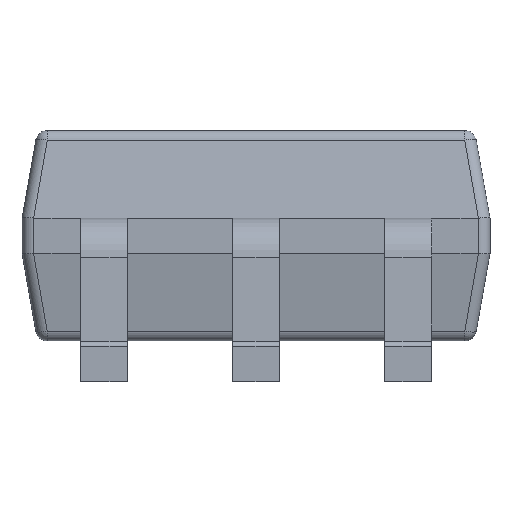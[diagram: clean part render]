
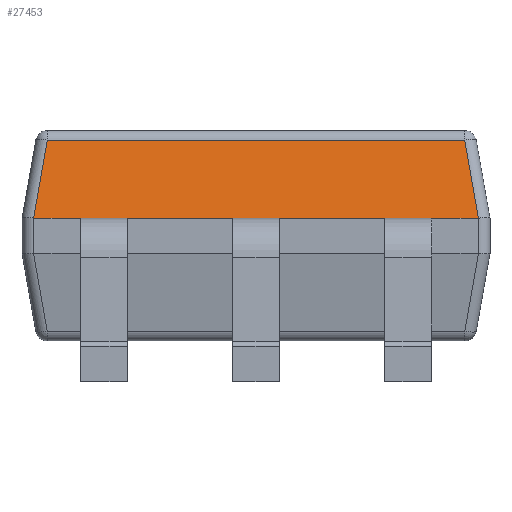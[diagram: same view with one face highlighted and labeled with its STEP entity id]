
A CAD part, front view. The second image highlights one B-rep face of the part: STEP entity #27453.
In plain terms, the highlighted planar face has unit normal (0, -0.985, 0.174).
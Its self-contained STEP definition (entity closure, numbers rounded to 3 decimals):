
#688 = CARTESIAN_POINT ( 'NONE',  ( 0.55, -0.625, 0.625 ) ) ;
#764 = AXIS2_PLACEMENT_3D ( 'NONE', #9512, #18011, #18147 ) ;
#1385 = EDGE_CURVE ( 'NONE', #19549, #23917, #23368, .T. ) ;
#1464 = CARTESIAN_POINT ( 'NONE',  ( 0.55, -0.625, 0.625 ) ) ;
#1472 =( BOUNDED_CURVE ( )  B_SPLINE_CURVE ( 3, ( #12776, #16994, #25699, #8217 ),
 .UNSPECIFIED., .F., .F. ) 
 B_SPLINE_CURVE_WITH_KNOTS ( ( 4, 4 ),
 ( 6.268, 6.283 ),
 .UNSPECIFIED. ) 
 CURVE ( )  GEOMETRIC_REPRESENTATION_ITEM ( )  RATIONAL_B_SPLINE_CURVE ( ( 1., 1., 1., 1. ) ) 
 REPRESENTATION_ITEM ( '' )  );
#1508 = DIRECTION ( 'NONE',  ( -1., 0., 0. ) ) ;
#1529 = EDGE_CURVE ( 'NONE', #27072, #12910, #22461, .T. ) ;
#1589 = VECTOR ( 'NONE', #17644, 1000. ) ;
#2164 =( BOUNDED_CURVE ( )  B_SPLINE_CURVE ( 3, ( #14336, #23577, #7811, #8237 ),
 .UNSPECIFIED., .F., .F. ) 
 B_SPLINE_CURVE_WITH_KNOTS ( ( 4, 4 ),
 ( 0., 0.015 ),
 .UNSPECIFIED. ) 
 CURVE ( )  GEOMETRIC_REPRESENTATION_ITEM ( )  RATIONAL_B_SPLINE_CURVE ( ( 1., 1., 1., 1. ) ) 
 REPRESENTATION_ITEM ( '' )  );
#2445 = CARTESIAN_POINT ( 'NONE',  ( -0.859, -0.533, 1.147 ) ) ;
#2685 = DIRECTION ( 'NONE',  ( -1., 0., 0. ) ) ;
#2708 = EDGE_CURVE ( 'NONE', #14063, #12910, #1472, .T. ) ;
#3108 = ORIENTED_EDGE ( 'NONE', *, *, #12519, .T. ) ;
#3174 = ORIENTED_EDGE ( 'NONE', *, *, #13689, .F. ) ;
#3259 = VECTOR ( 'NONE', #19824, 1000. ) ;
#3525 = EDGE_LOOP ( 'NONE', ( #13307, #10468, #27917, #3108, #25461, #19831, #19301, #9090, #10100, #4683, #13331, #3174 ) ) ;
#3791 = LINE ( 'NONE', #19049, #9439 ) ;
#3851 = VECTOR ( 'NONE', #1508, 1000. ) ;
#4683 = ORIENTED_EDGE ( 'NONE', *, *, #10450, .F. ) ;
#5307 = CARTESIAN_POINT ( 'NONE',  ( -0.55, -0.625, 0.625 ) ) ;
#5405 = VERTEX_POINT ( 'NONE', #14411 ) ;
#6124 = CARTESIAN_POINT ( 'NONE',  ( -1., -0.625, 0.625 ) ) ;
#6202 = CARTESIAN_POINT ( 'NONE',  ( 0.951, -0.625, 0.625 ) ) ;
#6645 = DIRECTION ( 'NONE',  ( -0.171, 0.171, 0.97 ) ) ;
#7811 = CARTESIAN_POINT ( 'NONE',  ( 0.951, -0.625, 0.625 ) ) ;
#8217 = CARTESIAN_POINT ( 'NONE',  ( -0.95, -0.625, 0.625 ) ) ;
#8237 = CARTESIAN_POINT ( 'NONE',  ( 0.951, -0.625, 0.625 ) ) ;
#8387 = DIRECTION ( 'NONE',  ( -1., 0., 0. ) ) ;
#8451 = DIRECTION ( 'NONE',  ( -1., 0., 0. ) ) ;
#8818 = LINE ( 'NONE', #26182, #27775 ) ;
#9090 = ORIENTED_EDGE ( 'NONE', *, *, #16651, .F. ) ;
#9439 = VECTOR ( 'NONE', #8387, 1000. ) ;
#9512 = CARTESIAN_POINT ( 'NONE',  ( 0., -0.559, 1. ) ) ;
#10100 = ORIENTED_EDGE ( 'NONE', *, *, #27274, .F. ) ;
#10450 = EDGE_CURVE ( 'NONE', #23917, #19874, #22186, .T. ) ;
#10468 = ORIENTED_EDGE ( 'NONE', *, *, #27302, .T. ) ;
#10510 = CARTESIAN_POINT ( 'NONE',  ( -0.951, -0.625, 0.625 ) ) ;
#10558 = VERTEX_POINT ( 'NONE', #23021 ) ;
#10953 = CARTESIAN_POINT ( 'NONE',  ( -0.75, -0.625, 0.625 ) ) ;
#11249 = CARTESIAN_POINT ( 'NONE',  ( -0.1, -0.625, 0.625 ) ) ;
#11277 = LINE ( 'NONE', #688, #18928 ) ;
#11458 = LINE ( 'NONE', #2445, #3259 ) ;
#11864 = CARTESIAN_POINT ( 'NONE',  ( -0.75, -0.625, 0.625 ) ) ;
#12519 = EDGE_CURVE ( 'NONE', #16844, #5405, #19035, .T. ) ;
#12776 = CARTESIAN_POINT ( 'NONE',  ( -0.951, -0.625, 0.625 ) ) ;
#12910 = VERTEX_POINT ( 'NONE', #18623 ) ;
#13001 = VERTEX_POINT ( 'NONE', #6202 ) ;
#13307 = ORIENTED_EDGE ( 'NONE', *, *, #13870, .F. ) ;
#13312 = CARTESIAN_POINT ( 'NONE',  ( 0.892, -0.566, 0.959 ) ) ;
#13331 = ORIENTED_EDGE ( 'NONE', *, *, #1385, .F. ) ;
#13689 = EDGE_CURVE ( 'NONE', #10558, #19549, #11277, .T. ) ;
#13870 = EDGE_CURVE ( 'NONE', #18179, #10558, #3791, .T. ) ;
#14063 = VERTEX_POINT ( 'NONE', #10510 ) ;
#14301 = VERTEX_POINT ( 'NONE', #5307 ) ;
#14336 = CARTESIAN_POINT ( 'NONE',  ( 0.95, -0.625, 0.625 ) ) ;
#14411 = CARTESIAN_POINT ( 'NONE',  ( -0.892, -0.566, 0.959 ) ) ;
#16004 = PLANE ( 'NONE',  #764 ) ;
#16651 = EDGE_CURVE ( 'NONE', #14301, #27072, #19467, .T. ) ;
#16844 = VERTEX_POINT ( 'NONE', #13312 ) ;
#16994 = CARTESIAN_POINT ( 'NONE',  ( -0.951, -0.625, 0.625 ) ) ;
#17317 = DIRECTION ( 'NONE',  ( -1., 0., 0. ) ) ;
#17644 = DIRECTION ( 'NONE',  ( -1., 0., 0. ) ) ;
#18011 = DIRECTION ( 'NONE',  ( 0., -0.985, 0.174 ) ) ;
#18147 = DIRECTION ( 'NONE',  ( -1., 0., 0. ) ) ;
#18179 = VERTEX_POINT ( 'NONE', #20724 ) ;
#18418 = FACE_OUTER_BOUND ( 'NONE', #3525, .T. ) ;
#18438 = VECTOR ( 'NONE', #17317, 1000. ) ;
#18475 = VECTOR ( 'NONE', #8451, 1000. ) ;
#18623 = CARTESIAN_POINT ( 'NONE',  ( -0.95, -0.625, 0.625 ) ) ;
#18928 = VECTOR ( 'NONE', #26494, 1000. ) ;
#19033 = CARTESIAN_POINT ( 'NONE',  ( -1., -0.625, 0.625 ) ) ;
#19035 = LINE ( 'NONE', #23711, #19963 ) ;
#19049 = CARTESIAN_POINT ( 'NONE',  ( -1., -0.625, 0.625 ) ) ;
#19301 = ORIENTED_EDGE ( 'NONE', *, *, #1529, .F. ) ;
#19467 = LINE ( 'NONE', #10953, #18438 ) ;
#19549 = VERTEX_POINT ( 'NONE', #1464 ) ;
#19824 = DIRECTION ( 'NONE',  ( -0.171, -0.171, -0.97 ) ) ;
#19831 = ORIENTED_EDGE ( 'NONE', *, *, #2708, .T. ) ;
#19874 = VERTEX_POINT ( 'NONE', #11249 ) ;
#19963 = VECTOR ( 'NONE', #25585, 1000. ) ;
#20724 = CARTESIAN_POINT ( 'NONE',  ( 0.95, -0.625, 0.625 ) ) ;
#21021 = LINE ( 'NONE', #19033, #3851 ) ;
#22186 = LINE ( 'NONE', #26905, #1589 ) ;
#22461 = LINE ( 'NONE', #26490, #25766 ) ;
#22751 = EDGE_CURVE ( 'NONE', #13001, #16844, #8818, .T. ) ;
#23021 = CARTESIAN_POINT ( 'NONE',  ( 0.75, -0.625, 0.625 ) ) ;
#23368 = LINE ( 'NONE', #6124, #18475 ) ;
#23577 = CARTESIAN_POINT ( 'NONE',  ( 0.95, -0.625, 0.625 ) ) ;
#23711 = CARTESIAN_POINT ( 'NONE',  ( 0., -0.566, 0.959 ) ) ;
#23835 = CARTESIAN_POINT ( 'NONE',  ( 0.1, -0.625, 0.625 ) ) ;
#23917 = VERTEX_POINT ( 'NONE', #23835 ) ;
#24945 = EDGE_CURVE ( 'NONE', #5405, #14063, #11458, .T. ) ;
#25461 = ORIENTED_EDGE ( 'NONE', *, *, #24945, .T. ) ;
#25585 = DIRECTION ( 'NONE',  ( -1., 0., 0. ) ) ;
#25699 = CARTESIAN_POINT ( 'NONE',  ( -0.95, -0.625, 0.625 ) ) ;
#25766 = VECTOR ( 'NONE', #2685, 1000. ) ;
#26182 = CARTESIAN_POINT ( 'NONE',  ( 0.859, -0.533, 1.147 ) ) ;
#26490 = CARTESIAN_POINT ( 'NONE',  ( -1., -0.625, 0.625 ) ) ;
#26494 = DIRECTION ( 'NONE',  ( -1., 0., 0. ) ) ;
#26905 = CARTESIAN_POINT ( 'NONE',  ( -0.1, -0.625, 0.625 ) ) ;
#27072 = VERTEX_POINT ( 'NONE', #11864 ) ;
#27274 = EDGE_CURVE ( 'NONE', #19874, #14301, #21021, .T. ) ;
#27302 = EDGE_CURVE ( 'NONE', #18179, #13001, #2164, .T. ) ;
#27453 = ADVANCED_FACE ( 'NONE', ( #18418 ), #16004, .T. ) ;
#27775 = VECTOR ( 'NONE', #6645, 1000. ) ;
#27917 = ORIENTED_EDGE ( 'NONE', *, *, #22751, .T. ) ;
